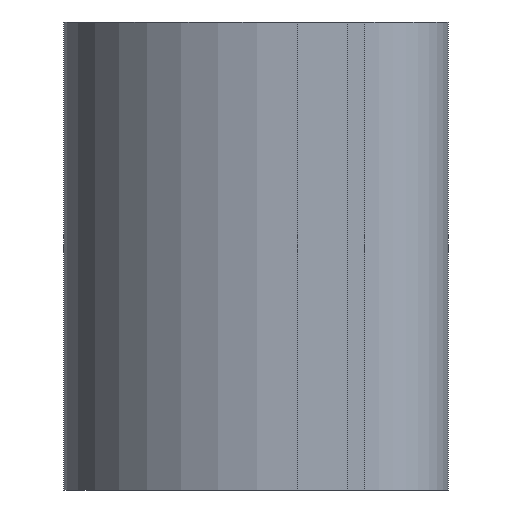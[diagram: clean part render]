
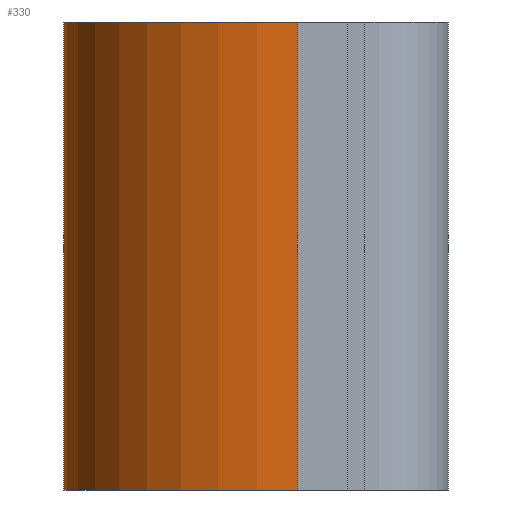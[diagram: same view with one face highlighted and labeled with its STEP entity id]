
A CAD part, left-side view. The second image highlights one B-rep face of the part: STEP entity #330.
In plain terms, the highlighted cylindrical face has radius 7 mm (diameter 14 mm), a partial arc.
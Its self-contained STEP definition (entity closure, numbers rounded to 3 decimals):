
#15 = VECTOR ( 'NONE', #277, 1000. ) ;
#29 = VERTEX_POINT ( 'NONE', #550 ) ;
#33 = DIRECTION ( 'NONE',  ( -1., 0., 0. ) ) ;
#43 = VERTEX_POINT ( 'NONE', #581 ) ;
#87 = EDGE_LOOP ( 'NONE', ( #549, #405, #165, #574 ) ) ;
#92 = CIRCLE ( 'NONE', #105, 7. ) ;
#93 = AXIS2_PLACEMENT_3D ( 'NONE', #364, #360, #359 ) ;
#96 = CARTESIAN_POINT ( 'NONE',  ( -21.5, 4.5, 7. ) ) ;
#105 = AXIS2_PLACEMENT_3D ( 'NONE', #560, #557, #555 ) ;
#131 = AXIS2_PLACEMENT_3D ( 'NONE', #96, #163, #33 ) ;
#148 = EDGE_CURVE ( 'NONE', #407, #173, #300, .T. ) ;
#161 = LINE ( 'NONE', #273, #15 ) ;
#163 = DIRECTION ( 'NONE',  ( 0., 0., -1. ) ) ;
#165 = ORIENTED_EDGE ( 'NONE', *, *, #390, .F. ) ;
#173 = VERTEX_POINT ( 'NONE', #367 ) ;
#183 = CYLINDRICAL_SURFACE ( 'NONE', #131, 7. ) ;
#202 = FACE_OUTER_BOUND ( 'NONE', #87, .T. ) ;
#273 = CARTESIAN_POINT ( 'NONE',  ( -28.5, 4.5, 7. ) ) ;
#277 = DIRECTION ( 'NONE',  ( 0., 0., -1. ) ) ;
#279 = VECTOR ( 'NONE', #435, 1000. ) ;
#300 = LINE ( 'NONE', #434, #279 ) ;
#330 = ADVANCED_FACE ( 'NONE', ( #202 ), #183, .T. ) ;
#359 = DIRECTION ( 'NONE',  ( 1., 0., 0. ) ) ;
#360 = DIRECTION ( 'NONE',  ( 0., 0., 1. ) ) ;
#364 = CARTESIAN_POINT ( 'NONE',  ( -21.5, 4.5, -7. ) ) ;
#367 = CARTESIAN_POINT ( 'NONE',  ( -14.5, 4.5, -7. ) ) ;
#390 = EDGE_CURVE ( 'NONE', #407, #29, #92, .T. ) ;
#398 = CIRCLE ( 'NONE', #93, 7. ) ;
#405 = ORIENTED_EDGE ( 'NONE', *, *, #521, .F. ) ;
#407 = VERTEX_POINT ( 'NONE', #537 ) ;
#434 = CARTESIAN_POINT ( 'NONE',  ( -14.5, 4.5, 7. ) ) ;
#435 = DIRECTION ( 'NONE',  ( 0., 0., -1. ) ) ;
#470 = EDGE_CURVE ( 'NONE', #173, #43, #398, .T. ) ;
#521 = EDGE_CURVE ( 'NONE', #29, #43, #161, .T. ) ;
#537 = CARTESIAN_POINT ( 'NONE',  ( -14.5, 4.5, 7. ) ) ;
#549 = ORIENTED_EDGE ( 'NONE', *, *, #470, .T. ) ;
#550 = CARTESIAN_POINT ( 'NONE',  ( -28.5, 4.5, 7. ) ) ;
#555 = DIRECTION ( 'NONE',  ( 1., 0., 0. ) ) ;
#557 = DIRECTION ( 'NONE',  ( 0., 0., 1. ) ) ;
#560 = CARTESIAN_POINT ( 'NONE',  ( -21.5, 4.5, 7. ) ) ;
#574 = ORIENTED_EDGE ( 'NONE', *, *, #148, .T. ) ;
#581 = CARTESIAN_POINT ( 'NONE',  ( -28.5, 4.5, -7. ) ) ;
